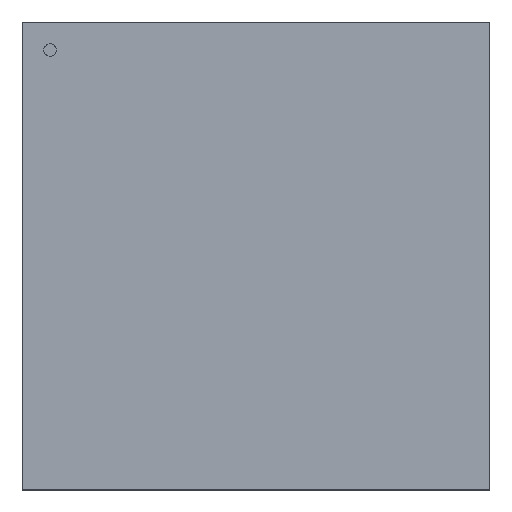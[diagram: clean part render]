
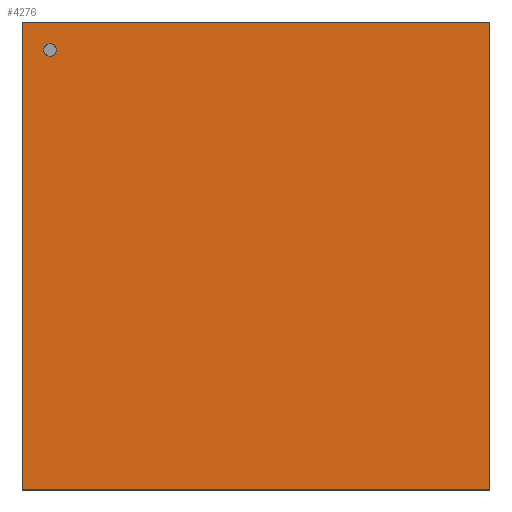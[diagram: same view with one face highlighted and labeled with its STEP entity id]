
A CAD part, top view. The second image highlights one B-rep face of the part: STEP entity #4276.
In plain terms, the highlighted planar face has unit normal (0, 0, 1).
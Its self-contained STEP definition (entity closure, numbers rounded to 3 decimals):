
#13=DIRECTION('',(0.,0.,1.));
#215=VECTOR('',#216,1.);
#216=DIRECTION('',(1.,0.,0.));
#222=VECTOR('',#223,1.);
#223=DIRECTION('',(0.,-1.,0.));
#1455=VERTEX_POINT('',#1456);
#1456=CARTESIAN_POINT('',(-7.5,7.5,0.78));
#1461=VERTEX_POINT('',#1462);
#1462=CARTESIAN_POINT('',(7.5,7.5,0.78));
#1464=ORIENTED_EDGE('',*,*,#1465,.F.);
#1465=EDGE_CURVE('',#1455,#1461,#1466,.T.);
#1466=LINE('',#1456,#215);
#1473=EDGE_CURVE('',#1461,#1474,#1476,.T.);
#1474=VERTEX_POINT('',#1475);
#1475=CARTESIAN_POINT('',(7.5,-7.5,0.78));
#1476=LINE('',#1462,#222);
#1487=ORIENTED_EDGE('',*,*,#1488,.T.);
#1488=EDGE_CURVE('',#1455,#1489,#1491,.T.);
#1489=VERTEX_POINT('',#1490);
#1490=CARTESIAN_POINT('',(-7.5,-7.5,0.78));
#1491=LINE('',#1456,#222);
#1502=EDGE_CURVE('',#1489,#1474,#1503,.T.);
#1503=LINE('',#1490,#215);
#3270=DIRECTION('',(0.,0.,-1.));
#4276=ADVANCED_FACE('',(#4277,#4281),#4290,.T.);
#4277=FACE_BOUND('',#4278,.T.);
#4278=EDGE_LOOP('',(#1464,#1487,#4279,#4280));
#4279=ORIENTED_EDGE('',*,*,#1502,.T.);
#4280=ORIENTED_EDGE('',*,*,#1473,.F.);
#4281=FACE_BOUND('',#4282,.T.);
#4282=EDGE_LOOP('',(#4283));
#4283=ORIENTED_EDGE('',*,*,#4284,.T.);
#4284=EDGE_CURVE('',#4285,#4285,#4287,.T.);
#4285=VERTEX_POINT('',#4286);
#4286=CARTESIAN_POINT('',(-6.6,6.4,0.78));
#4287=CIRCLE('',#4288,0.2);
#4288=AXIS2_PLACEMENT_3D('',#4289,#3270,#223);
#4289=CARTESIAN_POINT('',(-6.6,6.6,0.78));
#4290=PLANE('',#4291);
#4291=AXIS2_PLACEMENT_3D('',#1456,#13,#223);
